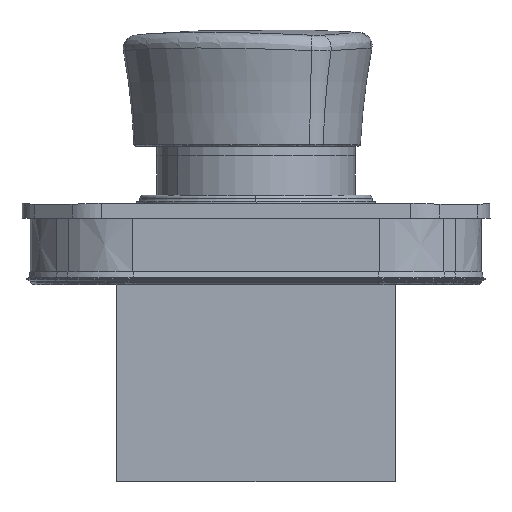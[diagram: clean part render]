
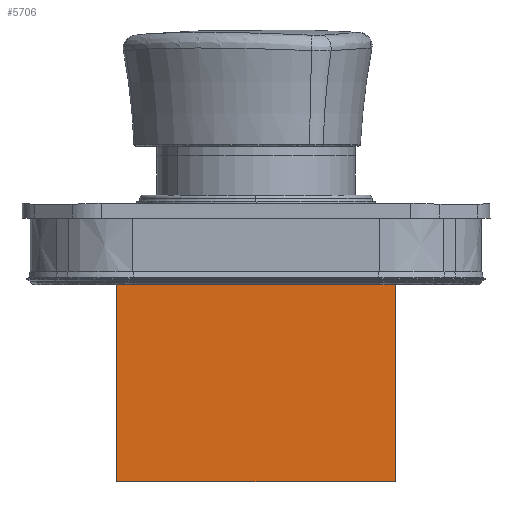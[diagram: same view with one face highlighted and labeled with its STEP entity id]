
A CAD part, left-side view. The second image highlights one B-rep face of the part: STEP entity #5706.
In plain terms, the highlighted planar face has unit normal (-1, 0, 0).
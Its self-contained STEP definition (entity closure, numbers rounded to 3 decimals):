
#5679=AXIS2_PLACEMENT_3D('Plane Axis2P3D',#5676,#5677,#5678) ;
#5645=CARTESIAN_POINT('Vertex',(-15.25,-21.,-41.2)) ;
#5650=CARTESIAN_POINT('Line Origine',(-15.25,0.,-41.2)) ;
#5654=CARTESIAN_POINT('Vertex',(-15.25,21.,-41.2)) ;
#5676=CARTESIAN_POINT('Axis2P3D Location',(-15.25,21.,0.)) ;
#5681=CARTESIAN_POINT('Line Origine',(-15.25,0.,-11.5)) ;
#5685=CARTESIAN_POINT('Vertex',(-15.25,21.,-11.5)) ;
#5687=CARTESIAN_POINT('Vertex',(-15.25,-21.,-11.5)) ;
#5690=CARTESIAN_POINT('Line Origine',(-15.25,21.,-26.35)) ;
#5695=CARTESIAN_POINT('Line Origine',(-15.25,-21.,-26.35)) ;
#5651=DIRECTION('Vector Direction',(0.,-1.,0.)) ;
#5677=DIRECTION('Axis2P3D Direction',(1.,0.,0.)) ;
#5678=DIRECTION('Axis2P3D XDirection',(0.,-1.,0.)) ;
#5682=DIRECTION('Vector Direction',(0.,-1.,0.)) ;
#5691=DIRECTION('Vector Direction',(0.,0.,-1.)) ;
#5696=DIRECTION('Vector Direction',(0.,0.,-1.)) ;
#5652=VECTOR('Line Direction',#5651,1.) ;
#5683=VECTOR('Line Direction',#5682,1.) ;
#5692=VECTOR('Line Direction',#5691,1.) ;
#5697=VECTOR('Line Direction',#5696,1.) ;
#5701=ORIENTED_EDGE('',*,*,#5689,.F.) ;
#5702=ORIENTED_EDGE('',*,*,#5694,.T.) ;
#5703=ORIENTED_EDGE('',*,*,#5656,.T.) ;
#5704=ORIENTED_EDGE('',*,*,#5699,.F.) ;
#5706=ADVANCED_FACE('Surface.319',(#5705),#5680,.F.) ;
#5656=EDGE_CURVE('',#5655,#5646,#5653,.T.) ;
#5689=EDGE_CURVE('',#5686,#5688,#5684,.T.) ;
#5694=EDGE_CURVE('',#5686,#5655,#5693,.T.) ;
#5699=EDGE_CURVE('',#5688,#5646,#5698,.T.) ;
#5700=EDGE_LOOP('',(#5701,#5702,#5703,#5704)) ;
#5705=FACE_OUTER_BOUND('',#5700,.T.) ;
#5653=LINE('Line',#5650,#5652) ;
#5684=LINE('Line',#5681,#5683) ;
#5693=LINE('Line',#5690,#5692) ;
#5698=LINE('Line',#5695,#5697) ;
#5680=PLANE('',#5679) ;
#5646=VERTEX_POINT('',#5645) ;
#5655=VERTEX_POINT('',#5654) ;
#5686=VERTEX_POINT('',#5685) ;
#5688=VERTEX_POINT('',#5687) ;
